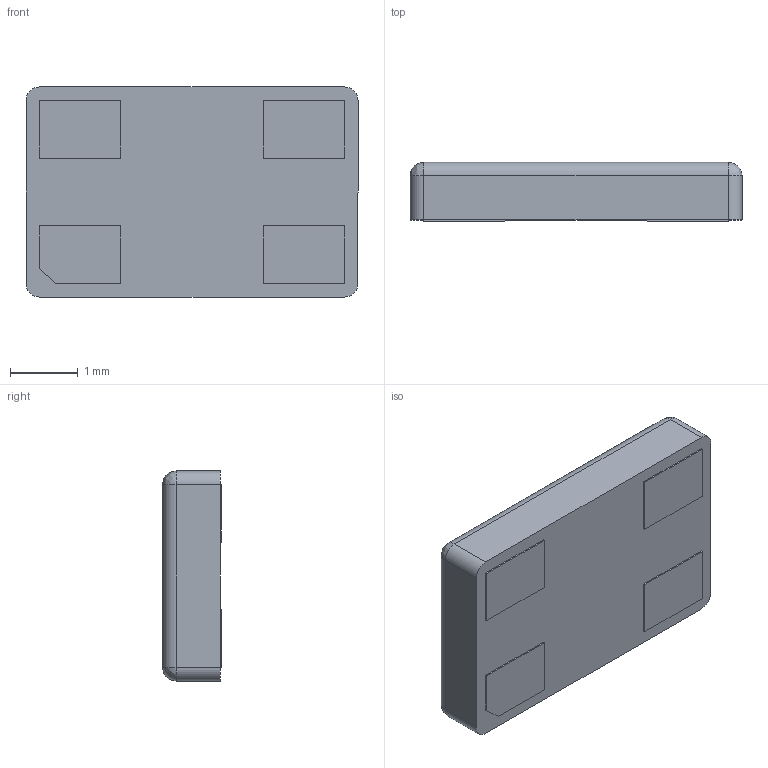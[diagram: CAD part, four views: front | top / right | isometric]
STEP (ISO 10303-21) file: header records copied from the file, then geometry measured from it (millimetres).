
FILE_DESCRIPTION (( 'STEP AP214' ), '1' );
FILE_NAME ('User Library-X53F-5032-4.9x3.1x0.85.STEP', '2021-09-22T07:00:33', ( '' ), ( '' ), 'SwSTEP 2.0', 'SolidWorks 2021', '' );
FILE_SCHEMA (( 'AUTOMOTIVE_DESIGN' ));
Length unit declared in the file: millimetre
Products named in the file (1): User Library-X53F-5032-4.9x3.1x0.85
Bounding box: 4.9 x 0.87 x 3.1 mm (x, y, z)
Volume: 12.7 mm3; surface area: 44.5 mm2
Topology: 1 solids, 1 shells, 96 faces, 247 edges, 158 vertices
Faces by surface type: plane 47, bspline 41, cylinder 8
Entity records: 5579 total; most frequent: CARTESIAN_POINT 3051, ORIENTED_EDGE 486, DIRECTION 297, EDGE_CURVE 243, VERTEX_POINT 158, LINE 153, VECTOR 153, EDGE_LOOP 105
